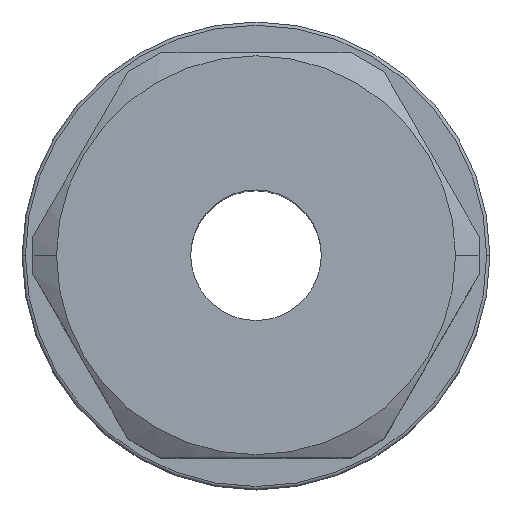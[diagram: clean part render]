
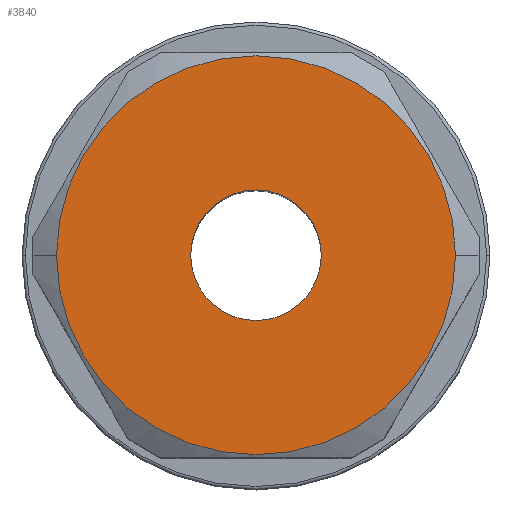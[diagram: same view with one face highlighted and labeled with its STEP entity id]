
A CAD part, top view. The second image highlights one B-rep face of the part: STEP entity #3840.
In plain terms, the highlighted planar face has unit normal (0, 0, 1).
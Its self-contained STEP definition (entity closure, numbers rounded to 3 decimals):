
#757=CARTESIAN_POINT('',(21.5,21.5,33.));
#758=DIRECTION('',(0.,0.,-1.));
#759=DIRECTION('',(-1.,0.,0.));
#760=AXIS2_PLACEMENT_3D('',#757,#758,#759);
#762=CARTESIAN_POINT('',(21.5,21.5,33.));
#763=DIRECTION('',(0.,0.,-1.));
#764=DIRECTION('',(1.,0.,0.));
#765=AXIS2_PLACEMENT_3D('',#762,#763,#764);
#767=CARTESIAN_POINT('',(21.5,21.5,33.));
#768=DIRECTION('',(0.,0.,1.));
#769=DIRECTION('',(0.,1.,0.));
#770=AXIS2_PLACEMENT_3D('',#767,#768,#769);
#772=CARTESIAN_POINT('',(21.5,21.5,33.));
#773=DIRECTION('',(0.,0.,1.));
#774=DIRECTION('',(0.,-1.,0.));
#775=AXIS2_PLACEMENT_3D('',#772,#773,#774);
#2497=CARTESIAN_POINT('',(3.167,21.5,33.));
#2498=CARTESIAN_POINT('',(39.833,21.5,33.));
#2499=VERTEX_POINT('',#2497);
#2500=VERTEX_POINT('',#2498);
#2501=CARTESIAN_POINT('',(21.5,27.5,33.));
#2502=CARTESIAN_POINT('',(21.5,15.5,33.));
#2503=VERTEX_POINT('',#2501);
#2504=VERTEX_POINT('',#2502);
#3825=CARTESIAN_POINT('',(21.5,21.5,33.));
#3826=DIRECTION('',(0.,0.,1.));
#3827=DIRECTION('',(-1.,0.,0.));
#3828=AXIS2_PLACEMENT_3D('',#3825,#3826,#3827);
#3829=PLANE('',#3828);
#3830=ORIENTED_EDGE('',*,*,#3408,.T.);
#3831=ORIENTED_EDGE('',*,*,#3755,.T.);
#3832=EDGE_LOOP('',(#3830,#3831));
#3833=FACE_OUTER_BOUND('',#3832,.F.);
#3835=ORIENTED_EDGE('',*,*,#3834,.T.);
#3837=ORIENTED_EDGE('',*,*,#3836,.T.);
#3838=EDGE_LOOP('',(#3835,#3837));
#3839=FACE_BOUND('',#3838,.F.);
#3840=ADVANCED_FACE('',(#3833,#3839),#3829,.T.);
#761=CIRCLE('',#760,18.333);
#766=CIRCLE('',#765,18.333);
#771=CIRCLE('',#770,6.);
#776=CIRCLE('',#775,6.);
#3408=EDGE_CURVE('',#2499,#2500,#761,.T.);
#3755=EDGE_CURVE('',#2500,#2499,#766,.T.);
#3834=EDGE_CURVE('',#2503,#2504,#771,.T.);
#3836=EDGE_CURVE('',#2504,#2503,#776,.T.);
